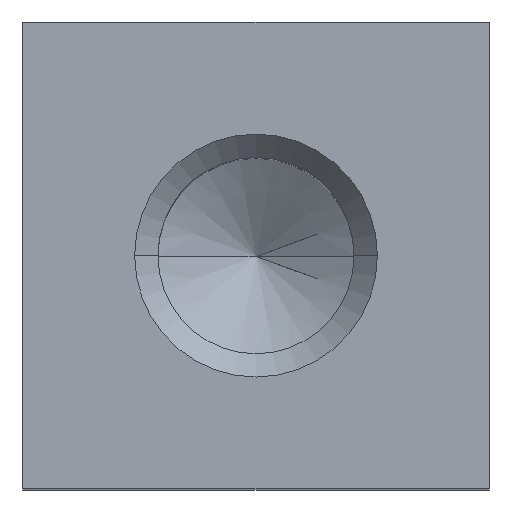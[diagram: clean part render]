
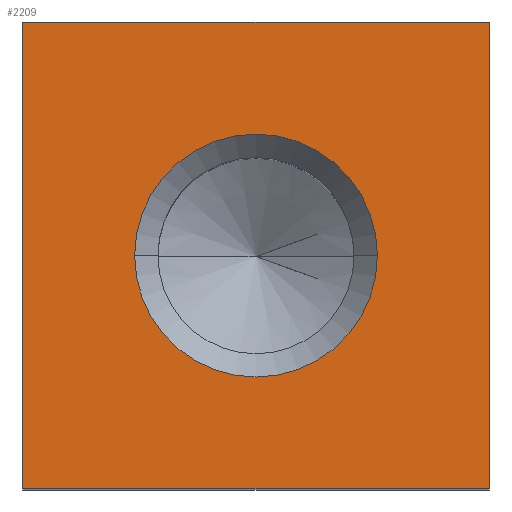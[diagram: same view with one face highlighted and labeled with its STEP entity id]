
A CAD part, top view. The second image highlights one B-rep face of the part: STEP entity #2209.
In plain terms, the highlighted planar face has unit normal (0, 0, 1).
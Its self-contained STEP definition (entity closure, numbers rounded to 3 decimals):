
#142 = VERTEX_POINT ( 'NONE', #2391 ) ;
#204 = VERTEX_POINT ( 'NONE', #737 ) ;
#208 = VERTEX_POINT ( 'NONE', #741 ) ;
#260 = VERTEX_POINT ( 'NONE', #793 ) ;
#289 = VERTEX_POINT ( 'NONE', #822 ) ;
#345 = CARTESIAN_POINT ( 'NONE',  ( 0., -0.003, 13. ) ) ;
#346 = DIRECTION ( 'NONE',  ( 0., 0., -1. ) ) ;
#347 = DIRECTION ( 'NONE',  ( 1., 0., 0. ) ) ;
#535 = LINE ( 'NONE', #537, #2718 ) ;
#537 = CARTESIAN_POINT ( 'NONE',  ( -5., 5., 13. ) ) ;
#538 = DIRECTION ( 'NONE',  ( 0., -1., 0. ) ) ;
#544 = LINE ( 'NONE', #545, #2721 ) ;
#545 = CARTESIAN_POINT ( 'NONE',  ( -5., -5., 13. ) ) ;
#546 = DIRECTION ( 'NONE',  ( 1., 0., 0. ) ) ;
#550 = LINE ( 'NONE', #551, #2723 ) ;
#551 = CARTESIAN_POINT ( 'NONE',  ( 5., 5., 13. ) ) ;
#552 = DIRECTION ( 'NONE',  ( 0., 1., 0. ) ) ;
#553 = LINE ( 'NONE', #554, #2724 ) ;
#554 = CARTESIAN_POINT ( 'NONE',  ( -5., 5., 13. ) ) ;
#555 = DIRECTION ( 'NONE',  ( -1., 0., 0. ) ) ;
#558 = CARTESIAN_POINT ( 'NONE',  ( 0., -0.003, 13. ) ) ;
#559 = DIRECTION ( 'NONE',  ( 0., 0., -1. ) ) ;
#560 = DIRECTION ( 'NONE',  ( 1., 0., 0. ) ) ;
#737 = CARTESIAN_POINT ( 'NONE',  ( -5., 5., 13. ) ) ;
#741 = CARTESIAN_POINT ( 'NONE',  ( 5., 5., 13. ) ) ;
#793 = CARTESIAN_POINT ( 'NONE',  ( 2.6, -0.003, 13. ) ) ;
#822 = CARTESIAN_POINT ( 'NONE',  ( -2.6, -0.003, 13. ) ) ;
#1422 = CARTESIAN_POINT ( 'NONE',  ( -5., -5., 13. ) ) ;
#1479 = AXIS2_PLACEMENT_3D ( 'NONE', #345, #346, #347 ) ;
#1480 = CIRCLE ( 'NONE', #1479, 2.6 ) ;
#1706 = EDGE_LOOP ( 'NONE', ( #1969, #1970, #1972, #1974 ) ) ;
#1708 = EDGE_LOOP ( 'NONE', ( #1965, #1967 ) ) ;
#1910 = EDGE_CURVE ( 'NONE', #260, #289, #1480, .T. ) ;
#1965 = ORIENTED_EDGE ( 'NONE', *, *, #1910, .T. ) ;
#1967 = ORIENTED_EDGE ( 'NONE', *, *, #2962, .T. ) ;
#1969 = ORIENTED_EDGE ( 'NONE', *, *, #2955, .T. ) ;
#1970 = ORIENTED_EDGE ( 'NONE', *, *, #2958, .T. ) ;
#1972 = ORIENTED_EDGE ( 'NONE', *, *, #2960, .T. ) ;
#1974 = ORIENTED_EDGE ( 'NONE', *, *, #2961, .T. ) ;
#2209 = ADVANCED_FACE ( 'NONE', ( #4001, #4002 ), #4003, .T. ) ;
#2391 = CARTESIAN_POINT ( 'NONE',  ( 5., -5., 13. ) ) ;
#2718 = VECTOR ( 'NONE', #538, 1000. ) ;
#2721 = VECTOR ( 'NONE', #546, 1000. ) ;
#2723 = VECTOR ( 'NONE', #552, 1000. ) ;
#2724 = VECTOR ( 'NONE', #555, 1000. ) ;
#2725 = CIRCLE ( 'NONE', #2727, 2.6 ) ;
#2727 = AXIS2_PLACEMENT_3D ( 'NONE', #558, #559, #560 ) ;
#2955 = EDGE_CURVE ( 'NONE', #204, #3569, #535, .T. ) ;
#2958 = EDGE_CURVE ( 'NONE', #3569, #142, #544, .T. ) ;
#2960 = EDGE_CURVE ( 'NONE', #142, #208, #550, .T. ) ;
#2961 = EDGE_CURVE ( 'NONE', #208, #204, #553, .T. ) ;
#2962 = EDGE_CURVE ( 'NONE', #289, #260, #2725, .T. ) ;
#3095 = AXIS2_PLACEMENT_3D ( 'NONE', #3993, #4005, #4006 ) ;
#3569 = VERTEX_POINT ( 'NONE', #1422 ) ;
#3993 = CARTESIAN_POINT ( 'NONE',  ( -5., -5., 13. ) ) ;
#4001 = FACE_BOUND ( 'NONE', #1708, .T. ) ;
#4002 = FACE_OUTER_BOUND ( 'NONE', #1706, .T. ) ;
#4003 = PLANE ( 'NONE',  #3095 ) ;
#4005 = DIRECTION ( 'NONE',  ( 0., 0., 1. ) ) ;
#4006 = DIRECTION ( 'NONE',  ( 1., 0., 0. ) ) ;
